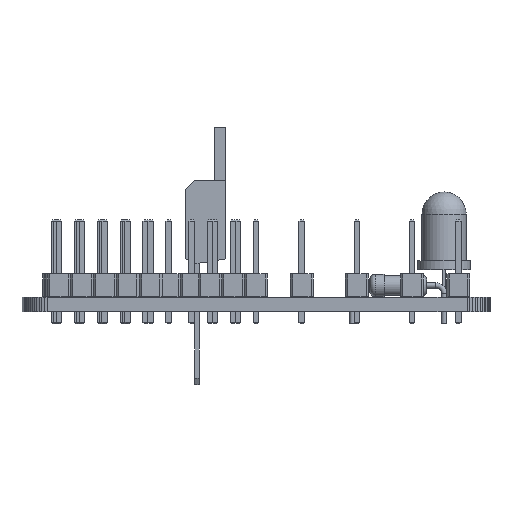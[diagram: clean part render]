
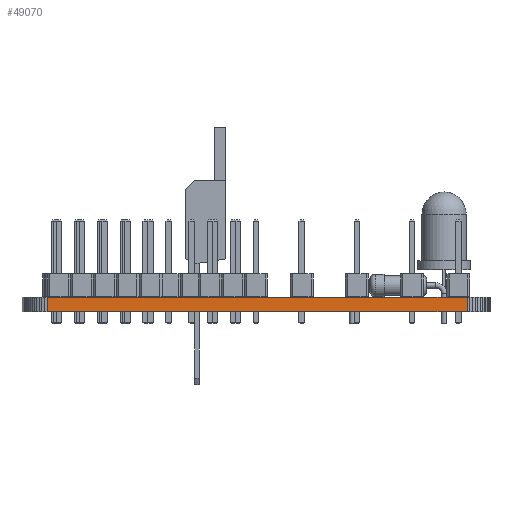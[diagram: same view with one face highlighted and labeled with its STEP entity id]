
A CAD part, left-side view. The second image highlights one B-rep face of the part: STEP entity #49070.
In plain terms, the highlighted planar face has unit normal (-1, 0, 0).
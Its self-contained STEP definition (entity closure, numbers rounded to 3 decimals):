
#39026 = PLANE('',#39027);
#39027 = AXIS2_PLACEMENT_3D('',#39028,#39029,#39030);
#39028 = CARTESIAN_POINT('',(135.42,-67.627,1.6));
#39029 = DIRECTION('',(-0.,-0.,-1.));
#39030 = DIRECTION('',(-1.,0.,0.));
#39080 = PLANE('',#39081);
#39081 = AXIS2_PLACEMENT_3D('',#39082,#39083,#39084);
#39082 = CARTESIAN_POINT('',(135.42,-67.627,0.));
#39083 = DIRECTION('',(-0.,-0.,-1.));
#39084 = DIRECTION('',(-1.,0.,0.));
#40281 = VERTEX_POINT('',#40282);
#40282 = CARTESIAN_POINT('',(99.06,-90.932,0.));
#40296 = PLANE('',#40297);
#40297 = AXIS2_PLACEMENT_3D('',#40298,#40299,#40300);
#40298 = CARTESIAN_POINT('',(99.079,-91.238,0.));
#40299 = DIRECTION('',(-0.998,-0.06,0.));
#40300 = DIRECTION('',(-0.06,0.998,0.));
#40308 = EDGE_CURVE('',#40281,#40309,#40311,.T.);
#40309 = VERTEX_POINT('',#40310);
#40310 = CARTESIAN_POINT('',(99.06,-44.45,0.));
#40311 = SURFACE_CURVE('',#40312,(#40316,#40323),.PCURVE_S1.);
#40312 = LINE('',#40313,#40314);
#40313 = CARTESIAN_POINT('',(99.06,-90.932,0.));
#40314 = VECTOR('',#40315,1.);
#40315 = DIRECTION('',(0.,1.,0.));
#40316 = PCURVE('',#39080,#40317);
#40317 = DEFINITIONAL_REPRESENTATION('',(#40318),#40322);
#40318 = LINE('',#40319,#40320);
#40319 = CARTESIAN_POINT('',(36.36,-23.305));
#40320 = VECTOR('',#40321,1.);
#40321 = DIRECTION('',(0.,1.));
#40322 = ( GEOMETRIC_REPRESENTATION_CONTEXT(2) 
PARAMETRIC_REPRESENTATION_CONTEXT() REPRESENTATION_CONTEXT('2D SPACE',''
  ) );
#40323 = PCURVE('',#40324,#40329);
#40324 = PLANE('',#40325);
#40325 = AXIS2_PLACEMENT_3D('',#40326,#40327,#40328);
#40326 = CARTESIAN_POINT('',(99.06,-90.932,0.));
#40327 = DIRECTION('',(-1.,0.,0.));
#40328 = DIRECTION('',(0.,1.,0.));
#40329 = DEFINITIONAL_REPRESENTATION('',(#40330),#40334);
#40330 = LINE('',#40331,#40332);
#40331 = CARTESIAN_POINT('',(0.,0.));
#40332 = VECTOR('',#40333,1.);
#40333 = DIRECTION('',(1.,0.));
#40334 = ( GEOMETRIC_REPRESENTATION_CONTEXT(2) 
PARAMETRIC_REPRESENTATION_CONTEXT() REPRESENTATION_CONTEXT('2D SPACE',''
  ) );
#40352 = PLANE('',#40353);
#40353 = AXIS2_PLACEMENT_3D('',#40354,#40355,#40356);
#40354 = CARTESIAN_POINT('',(99.06,-44.45,0.));
#40355 = DIRECTION('',(-0.998,0.06,0.));
#40356 = DIRECTION('',(0.06,0.998,0.));
#45009 = VERTEX_POINT('',#45010);
#45010 = CARTESIAN_POINT('',(99.06,-90.932,1.6));
#45031 = EDGE_CURVE('',#45009,#45032,#45034,.T.);
#45032 = VERTEX_POINT('',#45033);
#45033 = CARTESIAN_POINT('',(99.06,-44.45,1.6));
#45034 = SURFACE_CURVE('',#45035,(#45039,#45046),.PCURVE_S1.);
#45035 = LINE('',#45036,#45037);
#45036 = CARTESIAN_POINT('',(99.06,-90.932,1.6));
#45037 = VECTOR('',#45038,1.);
#45038 = DIRECTION('',(0.,1.,0.));
#45039 = PCURVE('',#39026,#45040);
#45040 = DEFINITIONAL_REPRESENTATION('',(#45041),#45045);
#45041 = LINE('',#45042,#45043);
#45042 = CARTESIAN_POINT('',(36.36,-23.305));
#45043 = VECTOR('',#45044,1.);
#45044 = DIRECTION('',(0.,1.));
#45045 = ( GEOMETRIC_REPRESENTATION_CONTEXT(2) 
PARAMETRIC_REPRESENTATION_CONTEXT() REPRESENTATION_CONTEXT('2D SPACE',''
  ) );
#45046 = PCURVE('',#40324,#45047);
#45047 = DEFINITIONAL_REPRESENTATION('',(#45048),#45052);
#45048 = LINE('',#45049,#45050);
#45049 = CARTESIAN_POINT('',(0.,-1.6));
#45050 = VECTOR('',#45051,1.);
#45051 = DIRECTION('',(1.,0.));
#45052 = ( GEOMETRIC_REPRESENTATION_CONTEXT(2) 
PARAMETRIC_REPRESENTATION_CONTEXT() REPRESENTATION_CONTEXT('2D SPACE',''
  ) );
#49020 = EDGE_CURVE('',#40309,#45032,#49021,.T.);
#49021 = SURFACE_CURVE('',#49022,(#49026,#49033),.PCURVE_S1.);
#49022 = LINE('',#49023,#49024);
#49023 = CARTESIAN_POINT('',(99.06,-44.45,0.));
#49024 = VECTOR('',#49025,1.);
#49025 = DIRECTION('',(0.,0.,1.));
#49026 = PCURVE('',#40352,#49027);
#49027 = DEFINITIONAL_REPRESENTATION('',(#49028),#49032);
#49028 = LINE('',#49029,#49030);
#49029 = CARTESIAN_POINT('',(0.,0.));
#49030 = VECTOR('',#49031,1.);
#49031 = DIRECTION('',(0.,-1.));
#49032 = ( GEOMETRIC_REPRESENTATION_CONTEXT(2) 
PARAMETRIC_REPRESENTATION_CONTEXT() REPRESENTATION_CONTEXT('2D SPACE',''
  ) );
#49033 = PCURVE('',#40324,#49034);
#49034 = DEFINITIONAL_REPRESENTATION('',(#49035),#49039);
#49035 = LINE('',#49036,#49037);
#49036 = CARTESIAN_POINT('',(46.482,0.));
#49037 = VECTOR('',#49038,1.);
#49038 = DIRECTION('',(0.,-1.));
#49039 = ( GEOMETRIC_REPRESENTATION_CONTEXT(2) 
PARAMETRIC_REPRESENTATION_CONTEXT() REPRESENTATION_CONTEXT('2D SPACE',''
  ) );
#49070 = ADVANCED_FACE('',(#49071),#40324,.T.);
#49071 = FACE_BOUND('',#49072,.T.);
#49072 = EDGE_LOOP('',(#49073,#49094,#49095,#49096));
#49073 = ORIENTED_EDGE('',*,*,#49074,.T.);
#49074 = EDGE_CURVE('',#40281,#45009,#49075,.T.);
#49075 = SURFACE_CURVE('',#49076,(#49080,#49087),.PCURVE_S1.);
#49076 = LINE('',#49077,#49078);
#49077 = CARTESIAN_POINT('',(99.06,-90.932,0.));
#49078 = VECTOR('',#49079,1.);
#49079 = DIRECTION('',(0.,0.,1.));
#49080 = PCURVE('',#40324,#49081);
#49081 = DEFINITIONAL_REPRESENTATION('',(#49082),#49086);
#49082 = LINE('',#49083,#49084);
#49083 = CARTESIAN_POINT('',(0.,0.));
#49084 = VECTOR('',#49085,1.);
#49085 = DIRECTION('',(0.,-1.));
#49086 = ( GEOMETRIC_REPRESENTATION_CONTEXT(2) 
PARAMETRIC_REPRESENTATION_CONTEXT() REPRESENTATION_CONTEXT('2D SPACE',''
  ) );
#49087 = PCURVE('',#40296,#49088);
#49088 = DEFINITIONAL_REPRESENTATION('',(#49089),#49093);
#49089 = LINE('',#49090,#49091);
#49090 = CARTESIAN_POINT('',(0.307,0.));
#49091 = VECTOR('',#49092,1.);
#49092 = DIRECTION('',(0.,-1.));
#49093 = ( GEOMETRIC_REPRESENTATION_CONTEXT(2) 
PARAMETRIC_REPRESENTATION_CONTEXT() REPRESENTATION_CONTEXT('2D SPACE',''
  ) );
#49094 = ORIENTED_EDGE('',*,*,#45031,.T.);
#49095 = ORIENTED_EDGE('',*,*,#49020,.F.);
#49096 = ORIENTED_EDGE('',*,*,#40308,.F.);
